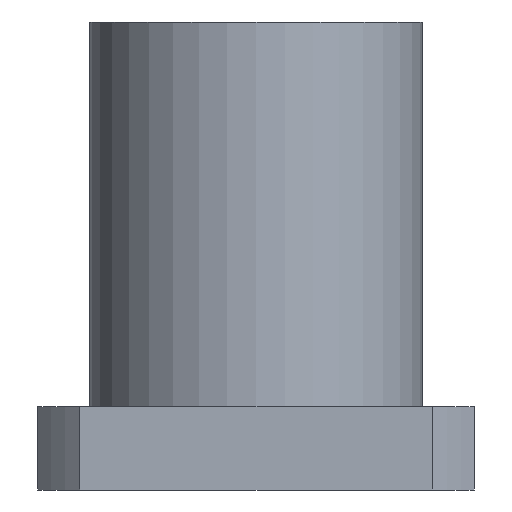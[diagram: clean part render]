
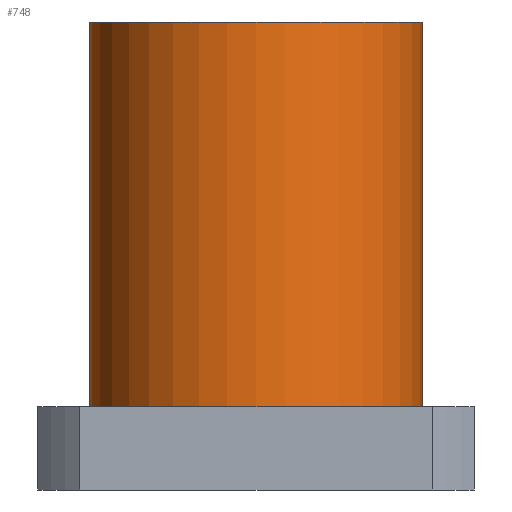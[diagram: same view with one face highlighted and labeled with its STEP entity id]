
A CAD part, front view. The second image highlights one B-rep face of the part: STEP entity #748.
In plain terms, the highlighted cylindrical face has radius 16 mm (diameter 32 mm), a partial arc.
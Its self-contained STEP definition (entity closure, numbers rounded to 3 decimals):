
#20 = DIRECTION ( 'NONE',  ( 1., 0., 0. ) ) ;
#22 = VERTEX_POINT ( 'NONE', #1105 ) ;
#25 = VECTOR ( 'NONE', #745, 1000. ) ;
#40 = EDGE_CURVE ( 'NONE', #22, #1082, #648, .T. ) ;
#57 = CARTESIAN_POINT ( 'NONE',  ( 0., 0., -14.5 ) ) ;
#70 = CARTESIAN_POINT ( 'NONE',  ( 16., 0., 22.5 ) ) ;
#89 = CARTESIAN_POINT ( 'NONE',  ( 0., 0., -14.5 ) ) ;
#140 = DIRECTION ( 'NONE',  ( 0., 0., 1. ) ) ;
#203 = DIRECTION ( 'NONE',  ( 0., 0., 1. ) ) ;
#228 = VERTEX_POINT ( 'NONE', #268 ) ;
#229 = DIRECTION ( 'NONE',  ( 0., 0., 1. ) ) ;
#268 = CARTESIAN_POINT ( 'NONE',  ( 16., 0., -14.5 ) ) ;
#311 = FACE_OUTER_BOUND ( 'NONE', #332, .T. ) ;
#332 = EDGE_LOOP ( 'NONE', ( #415, #362, #458, #996 ) ) ;
#362 = ORIENTED_EDGE ( 'NONE', *, *, #510, .T. ) ;
#380 = AXIS2_PLACEMENT_3D ( 'NONE', #464, #203, #20 ) ;
#382 = AXIS2_PLACEMENT_3D ( 'NONE', #89, #514, #691 ) ;
#404 = LINE ( 'NONE', #833, #25 ) ;
#415 = ORIENTED_EDGE ( 'NONE', *, *, #40, .F. ) ;
#458 = ORIENTED_EDGE ( 'NONE', *, *, #771, .T. ) ;
#464 = CARTESIAN_POINT ( 'NONE',  ( 0., 0., 22.5 ) ) ;
#507 = VERTEX_POINT ( 'NONE', #70 ) ;
#510 = EDGE_CURVE ( 'NONE', #22, #228, #987, .T. ) ;
#514 = DIRECTION ( 'NONE',  ( 0., 0., 1. ) ) ;
#612 = VECTOR ( 'NONE', #140, 1000. ) ;
#648 = LINE ( 'NONE', #1099, #612 ) ;
#654 = CYLINDRICAL_SURFACE ( 'NONE', #1091, 16. ) ;
#662 = EDGE_CURVE ( 'NONE', #1082, #507, #1006, .T. ) ;
#691 = DIRECTION ( 'NONE',  ( 1., 0., 0. ) ) ;
#745 = DIRECTION ( 'NONE',  ( 0., 0., 1. ) ) ;
#748 = ADVANCED_FACE ( 'NONE', ( #311 ), #654, .T. ) ;
#771 = EDGE_CURVE ( 'NONE', #228, #507, #404, .T. ) ;
#822 = CARTESIAN_POINT ( 'NONE',  ( -16., 0., 22.5 ) ) ;
#833 = CARTESIAN_POINT ( 'NONE',  ( 16., 0., -14.5 ) ) ;
#987 = CIRCLE ( 'NONE', #382, 16. ) ;
#996 = ORIENTED_EDGE ( 'NONE', *, *, #662, .F. ) ;
#1006 = CIRCLE ( 'NONE', #380, 16. ) ;
#1082 = VERTEX_POINT ( 'NONE', #822 ) ;
#1091 = AXIS2_PLACEMENT_3D ( 'NONE', #57, #229, #1101 ) ;
#1099 = CARTESIAN_POINT ( 'NONE',  ( -16., 0., -14.5 ) ) ;
#1101 = DIRECTION ( 'NONE',  ( 1., 0., 0. ) ) ;
#1105 = CARTESIAN_POINT ( 'NONE',  ( -16., 0., -14.5 ) ) ;
